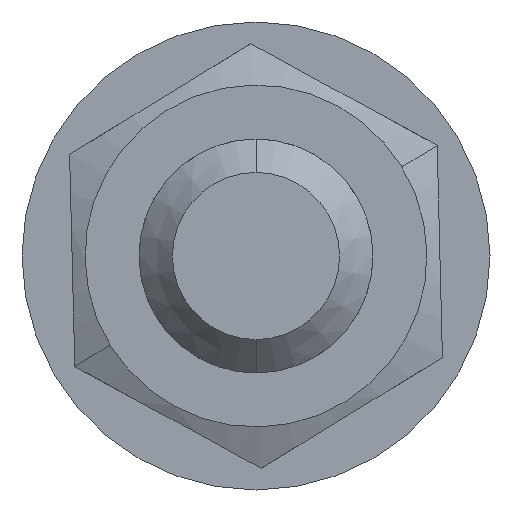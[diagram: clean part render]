
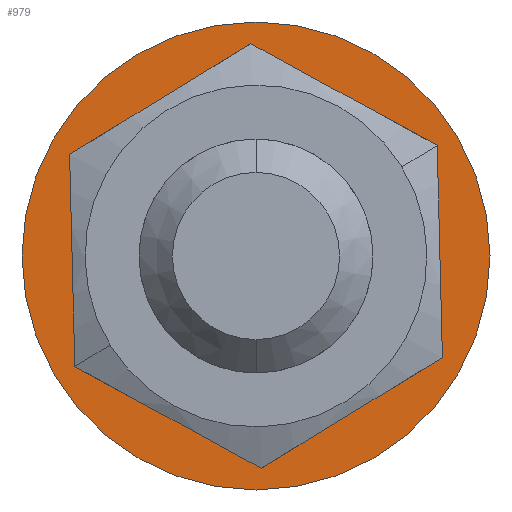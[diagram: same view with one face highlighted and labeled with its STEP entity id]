
A CAD part, front view. The second image highlights one B-rep face of the part: STEP entity #979.
In plain terms, the highlighted planar face has unit normal (0, -1, 0).
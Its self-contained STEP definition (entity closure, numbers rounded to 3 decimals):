
#10 = AXIS2_PLACEMENT_3D ( 'NONE', #267, #832, #483 ) ;
#72 = EDGE_CURVE ( 'NONE', #372, #141, #1421, .T. ) ;
#92 = EDGE_LOOP ( 'NONE', ( #323, #421 ) ) ;
#133 = DIRECTION ( 'NONE',  ( 0., 0., 1. ) ) ;
#141 = VERTEX_POINT ( 'NONE', #476 ) ;
#246 = CARTESIAN_POINT ( 'NONE',  ( 7.5, -23.75, 0. ) ) ;
#267 = CARTESIAN_POINT ( 'NONE',  ( 0., -23.75, 0. ) ) ;
#285 = DIRECTION ( 'NONE',  ( 0., 1., 0. ) ) ;
#289 = AXIS2_PLACEMENT_3D ( 'NONE', #698, #1149, #592 ) ;
#297 = CARTESIAN_POINT ( 'NONE',  ( 0., -23.75, 14. ) ) ;
#320 = DIRECTION ( 'NONE',  ( 0., 1., 0. ) ) ;
#323 = ORIENTED_EDGE ( 'NONE', *, *, #1104, .F. ) ;
#372 = VERTEX_POINT ( 'NONE', #550 ) ;
#374 = ORIENTED_EDGE ( 'NONE', *, *, #982, .T. ) ;
#421 = ORIENTED_EDGE ( 'NONE', *, *, #676, .F. ) ;
#476 = CARTESIAN_POINT ( 'NONE',  ( 0., -23.75, 7.5 ) ) ;
#483 = DIRECTION ( 'NONE',  ( 0., 0., 1. ) ) ;
#524 = CARTESIAN_POINT ( 'NONE',  ( 0., -23.75, 0. ) ) ;
#525 = EDGE_LOOP ( 'NONE', ( #374, #836 ) ) ;
#550 = CARTESIAN_POINT ( 'NONE',  ( 0., -23.75, -7.5 ) ) ;
#592 = DIRECTION ( 'NONE',  ( 0., 0., 1. ) ) ;
#602 = CIRCLE ( 'NONE', #10, 14. ) ;
#662 = DIRECTION ( 'NONE',  ( 0., 0., 1. ) ) ;
#676 = EDGE_CURVE ( 'NONE', #943, #773, #602, .T. ) ;
#692 = DIRECTION ( 'NONE',  ( 0., 1., 0. ) ) ;
#698 = CARTESIAN_POINT ( 'NONE',  ( 0., -23.75, 0. ) ) ;
#773 = VERTEX_POINT ( 'NONE', #297 ) ;
#781 = CIRCLE ( 'NONE', #289, 7.5 ) ;
#832 = DIRECTION ( 'NONE',  ( 0., 1., 0. ) ) ;
#836 = ORIENTED_EDGE ( 'NONE', *, *, #72, .T. ) ;
#900 = AXIS2_PLACEMENT_3D ( 'NONE', #524, #285, #1189 ) ;
#912 = FACE_OUTER_BOUND ( 'NONE', #92, .T. ) ;
#943 = VERTEX_POINT ( 'NONE', #1175 ) ;
#953 = AXIS2_PLACEMENT_3D ( 'NONE', #1289, #320, #662 ) ;
#979 = ADVANCED_FACE ( 'NONE', ( #912, #1363 ), #1253, .F. ) ;
#982 = EDGE_CURVE ( 'NONE', #141, #372, #781, .T. ) ;
#1104 = EDGE_CURVE ( 'NONE', #773, #943, #1346, .T. ) ;
#1139 = AXIS2_PLACEMENT_3D ( 'NONE', #246, #692, #133 ) ;
#1149 = DIRECTION ( 'NONE',  ( 0., 1., 0. ) ) ;
#1175 = CARTESIAN_POINT ( 'NONE',  ( 0., -23.75, -14. ) ) ;
#1189 = DIRECTION ( 'NONE',  ( 0., 0., 1. ) ) ;
#1253 = PLANE ( 'NONE',  #1139 ) ;
#1289 = CARTESIAN_POINT ( 'NONE',  ( 0., -23.75, 0. ) ) ;
#1346 = CIRCLE ( 'NONE', #900, 14. ) ;
#1363 = FACE_BOUND ( 'NONE', #525, .T. ) ;
#1421 = CIRCLE ( 'NONE', #953, 7.5 ) ;
